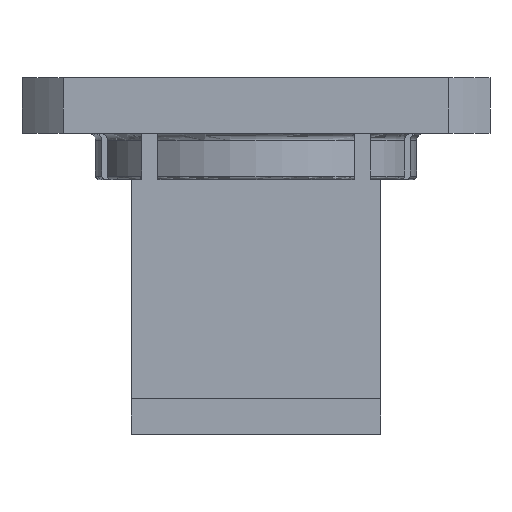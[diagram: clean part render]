
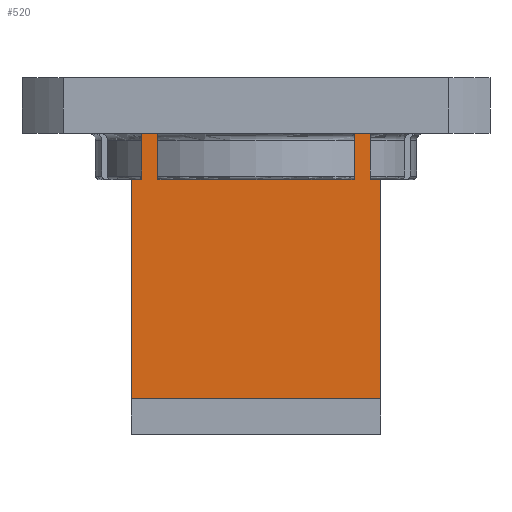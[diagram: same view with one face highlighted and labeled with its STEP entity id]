
A CAD part, front view. The second image highlights one B-rep face of the part: STEP entity #520.
In plain terms, the highlighted planar face has unit normal (0, -1, 0).
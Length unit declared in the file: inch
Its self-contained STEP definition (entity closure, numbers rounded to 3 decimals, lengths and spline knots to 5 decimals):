
#61 = VERTEX_POINT ( 'NONE', #2250 ) ;
#88 = DIRECTION ( 'NONE',  ( 1., 0., 0. ) ) ;
#158 = EDGE_CURVE ( 'NONE', #61, #806, #3126, .T. ) ;
#205 = EDGE_LOOP ( 'NONE', ( #468, #429, #4757, #2810, #2363, #2222, #1182, #4910, #708, #270, #3133, #3454 ) ) ;
#270 = ORIENTED_EDGE ( 'NONE', *, *, #3548, .F. ) ;
#392 = LINE ( 'NONE', #2398, #893 ) ;
#429 = ORIENTED_EDGE ( 'NONE', *, *, #1301, .F. ) ;
#468 = ORIENTED_EDGE ( 'NONE', *, *, #3707, .F. ) ;
#520 = ADVANCED_FACE ( 'NONE', ( #3282 ), #4029, .T. ) ;
#666 = VECTOR ( 'NONE', #3369, 39.37008 ) ;
#685 = CARTESIAN_POINT ( 'NONE',  ( -0.32, -0.2, -0.156 ) ) ;
#708 = ORIENTED_EDGE ( 'NONE', *, *, #158, .F. ) ;
#789 = CARTESIAN_POINT ( 'NONE',  ( -0.275, -0.2, -0.286 ) ) ;
#806 = VERTEX_POINT ( 'NONE', #3066 ) ;
#820 = CARTESIAN_POINT ( 'NONE',  ( 0.35, -0.2, -0.9 ) ) ;
#857 = LINE ( 'NONE', #880, #2335 ) ;
#880 = CARTESIAN_POINT ( 'NONE',  ( -0.32, -0.2, -0.286 ) ) ;
#893 = VECTOR ( 'NONE', #5192, 39.37008 ) ;
#912 = DIRECTION ( 'NONE',  ( 1., 0., 0. ) ) ;
#950 = EDGE_CURVE ( 'NONE', #806, #1425, #2488, .T. ) ;
#1066 = VECTOR ( 'NONE', #3613, 39.37008 ) ;
#1182 = ORIENTED_EDGE ( 'NONE', *, *, #2450, .F. ) ;
#1301 = EDGE_CURVE ( 'NONE', #2453, #1789, #2989, .T. ) ;
#1339 = VECTOR ( 'NONE', #1940, 39.37008 ) ;
#1371 = EDGE_CURVE ( 'NONE', #2453, #1542, #1900, .T. ) ;
#1381 = VERTEX_POINT ( 'NONE', #685 ) ;
#1389 = LINE ( 'NONE', #2227, #4270 ) ;
#1425 = VERTEX_POINT ( 'NONE', #3141 ) ;
#1427 = AXIS2_PLACEMENT_3D ( 'NONE', #4503, #2477, #4102 ) ;
#1448 = VERTEX_POINT ( 'NONE', #4394 ) ;
#1542 = VERTEX_POINT ( 'NONE', #820 ) ;
#1613 = CARTESIAN_POINT ( 'NONE',  ( 0.35, -0.2, -0.9 ) ) ;
#1631 = CARTESIAN_POINT ( 'NONE',  ( -0.35, -0.2, -0.286 ) ) ;
#1708 = LINE ( 'NONE', #4146, #5128 ) ;
#1747 = CARTESIAN_POINT ( 'NONE',  ( 0.32, -0.2, -0.156 ) ) ;
#1777 = VERTEX_POINT ( 'NONE', #3854 ) ;
#1789 = VERTEX_POINT ( 'NONE', #3504 ) ;
#1900 = LINE ( 'NONE', #1954, #3840 ) ;
#1940 = DIRECTION ( 'NONE',  ( 1., 0., 0. ) ) ;
#1954 = CARTESIAN_POINT ( 'NONE',  ( -0.35, -0.2, -0.9 ) ) ;
#2116 = EDGE_CURVE ( 'NONE', #1381, #1448, #1389, .T. ) ;
#2192 = CARTESIAN_POINT ( 'NONE',  ( -0.35, -0.2, -0.9 ) ) ;
#2222 = ORIENTED_EDGE ( 'NONE', *, *, #3174, .F. ) ;
#2227 = CARTESIAN_POINT ( 'NONE',  ( -0.32, -0.2, -0.156 ) ) ;
#2250 = CARTESIAN_POINT ( 'NONE',  ( -0.275, -0.2, -0.286 ) ) ;
#2261 = VERTEX_POINT ( 'NONE', #3901 ) ;
#2320 = LINE ( 'NONE', #1613, #3084 ) ;
#2335 = VECTOR ( 'NONE', #2487, 39.37008 ) ;
#2363 = ORIENTED_EDGE ( 'NONE', *, *, #4754, .F. ) ;
#2398 = CARTESIAN_POINT ( 'NONE',  ( 0.32, -0.2, -0.286 ) ) ;
#2450 = EDGE_CURVE ( 'NONE', #1425, #1777, #3629, .T. ) ;
#2453 = VERTEX_POINT ( 'NONE', #4982 ) ;
#2477 = DIRECTION ( 'NONE',  ( 0., -1., 0. ) ) ;
#2487 = DIRECTION ( 'NONE',  ( 0., 0., 1. ) ) ;
#2488 = LINE ( 'NONE', #4566, #666 ) ;
#2733 = CARTESIAN_POINT ( 'NONE',  ( 0.32, -0.2, -0.286 ) ) ;
#2758 = EDGE_CURVE ( 'NONE', #1542, #3985, #2320, .T. ) ;
#2810 = ORIENTED_EDGE ( 'NONE', *, *, #2758, .T. ) ;
#2840 = VERTEX_POINT ( 'NONE', #2733 ) ;
#2982 = VECTOR ( 'NONE', #4981, 39.37008 ) ;
#2989 = LINE ( 'NONE', #2192, #2982 ) ;
#3066 = CARTESIAN_POINT ( 'NONE',  ( 0.275, -0.2, -0.286 ) ) ;
#3084 = VECTOR ( 'NONE', #4844, 39.37008 ) ;
#3126 = LINE ( 'NONE', #4773, #1339 ) ;
#3133 = ORIENTED_EDGE ( 'NONE', *, *, #2116, .F. ) ;
#3141 = CARTESIAN_POINT ( 'NONE',  ( 0.275, -0.2, -0.156 ) ) ;
#3164 = LINE ( 'NONE', #789, #1066 ) ;
#3174 = EDGE_CURVE ( 'NONE', #1777, #2840, #392, .T. ) ;
#3282 = FACE_OUTER_BOUND ( 'NONE', #205, .T. ) ;
#3358 = DIRECTION ( 'NONE',  ( 1., 0., 0. ) ) ;
#3369 = DIRECTION ( 'NONE',  ( 0., 0., 1. ) ) ;
#3454 = ORIENTED_EDGE ( 'NONE', *, *, #4148, .F. ) ;
#3504 = CARTESIAN_POINT ( 'NONE',  ( -0.35, -0.2, -0.286 ) ) ;
#3548 = EDGE_CURVE ( 'NONE', #1448, #61, #3164, .T. ) ;
#3560 = DIRECTION ( 'NONE',  ( 1., 0., 0. ) ) ;
#3613 = DIRECTION ( 'NONE',  ( 0., 0., -1. ) ) ;
#3629 = LINE ( 'NONE', #1747, #5203 ) ;
#3707 = EDGE_CURVE ( 'NONE', #1789, #2261, #1708, .T. ) ;
#3840 = VECTOR ( 'NONE', #3560, 39.37008 ) ;
#3854 = CARTESIAN_POINT ( 'NONE',  ( 0.32, -0.2, -0.156 ) ) ;
#3901 = CARTESIAN_POINT ( 'NONE',  ( -0.32, -0.2, -0.286 ) ) ;
#3985 = VERTEX_POINT ( 'NONE', #5232 ) ;
#4029 = PLANE ( 'NONE',  #1427 ) ;
#4040 = VECTOR ( 'NONE', #912, 39.37008 ) ;
#4102 = DIRECTION ( 'NONE',  ( 0., 0., -1. ) ) ;
#4146 = CARTESIAN_POINT ( 'NONE',  ( -0.35, -0.2, -0.286 ) ) ;
#4148 = EDGE_CURVE ( 'NONE', #2261, #1381, #857, .T. ) ;
#4168 = DIRECTION ( 'NONE',  ( 1., 0., 0. ) ) ;
#4270 = VECTOR ( 'NONE', #4168, 39.37008 ) ;
#4394 = CARTESIAN_POINT ( 'NONE',  ( -0.275, -0.2, -0.156 ) ) ;
#4492 = LINE ( 'NONE', #1631, #4040 ) ;
#4503 = CARTESIAN_POINT ( 'NONE',  ( -0.35, -0.2, -0.9 ) ) ;
#4566 = CARTESIAN_POINT ( 'NONE',  ( 0.275, -0.2, -0.286 ) ) ;
#4754 = EDGE_CURVE ( 'NONE', #2840, #3985, #4492, .T. ) ;
#4757 = ORIENTED_EDGE ( 'NONE', *, *, #1371, .T. ) ;
#4773 = CARTESIAN_POINT ( 'NONE',  ( -0.35, -0.2, -0.286 ) ) ;
#4844 = DIRECTION ( 'NONE',  ( 0., 0., 1. ) ) ;
#4910 = ORIENTED_EDGE ( 'NONE', *, *, #950, .F. ) ;
#4981 = DIRECTION ( 'NONE',  ( 0., 0., 1. ) ) ;
#4982 = CARTESIAN_POINT ( 'NONE',  ( -0.35, -0.2, -0.9 ) ) ;
#5128 = VECTOR ( 'NONE', #88, 39.37008 ) ;
#5192 = DIRECTION ( 'NONE',  ( 0., 0., -1. ) ) ;
#5203 = VECTOR ( 'NONE', #3358, 39.37008 ) ;
#5232 = CARTESIAN_POINT ( 'NONE',  ( 0.35, -0.2, -0.286 ) ) ;
